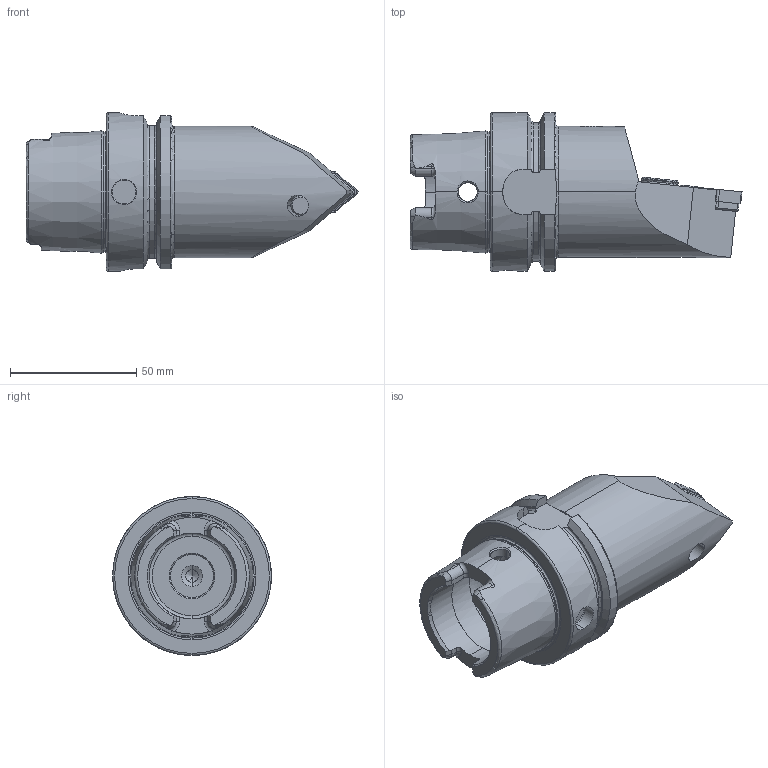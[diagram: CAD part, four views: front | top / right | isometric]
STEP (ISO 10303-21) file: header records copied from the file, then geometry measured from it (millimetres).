
FILE_DESCRIPTION (( 'STEP AP214' ), '1' );
FILE_NAME ('HA6.PCD.NMA.100-HP.STEP', '2025-03-26T08:42:57', ( '' ), ( '' ), 'SwSTEP 2.0', 'SolidWorks 2022', '' );
FILE_SCHEMA (( 'AUTOMOTIVE_DESIGN' ));
Length unit declared in the file: millimetre
Products named in the file (13): ISO 8752 2x8; DIN 7991 - M5x15; WCD-ER1.101.000; CNMG120408; WCD-ER3.101.000_A; CHP-ER1.015.006_A; DIN 3771 - 13x1; HA6.PCD.NMA.100-HP; WCD-ER2.101.003_A; HA6-PCD.NMA.100-HP_F; CHP-ER1.015.006; CHP-ER1.008.014_A; WCD-ER4.101.017_A
Assembly tree (12 placements, depth 3):
  HA6.PCD.NMA.100-HP
    HA6-PCD.NMA.100-HP_F
    WCD-ER1.101.000
    WCD-ER4.101.017_A
    CHP-ER1.015.006
      CHP-ER1.015.006_A
      DIN 3771 - 13x1
      DIN 7991 - M5x15
    CHP-ER1.008.014_A
    WCD-ER2.101.003_A
    WCD-ER3.101.000_A
    ISO 8752 2x8
    CNMG120408
Bounding box: 131.68 x 63 x 63 mm (x, y, z)
Volume: 174909.5 mm3; surface area: 37246.8 mm2
Topology: 11 solids, 11 shells, 496 faces, 1227 edges, 740 vertices
Faces by surface type: plane 160, cylinder 137, cone 123, torus 52, bspline 24
Entity records: 17779 total; most frequent: CARTESIAN_POINT 5219, ORIENTED_EDGE 2414, DIRECTION 2348, EDGE_CURVE 1207, AXIS2_PLACEMENT_3D 916, VERTEX_POINT 740, EDGE_LOOP 525, LINE 516
